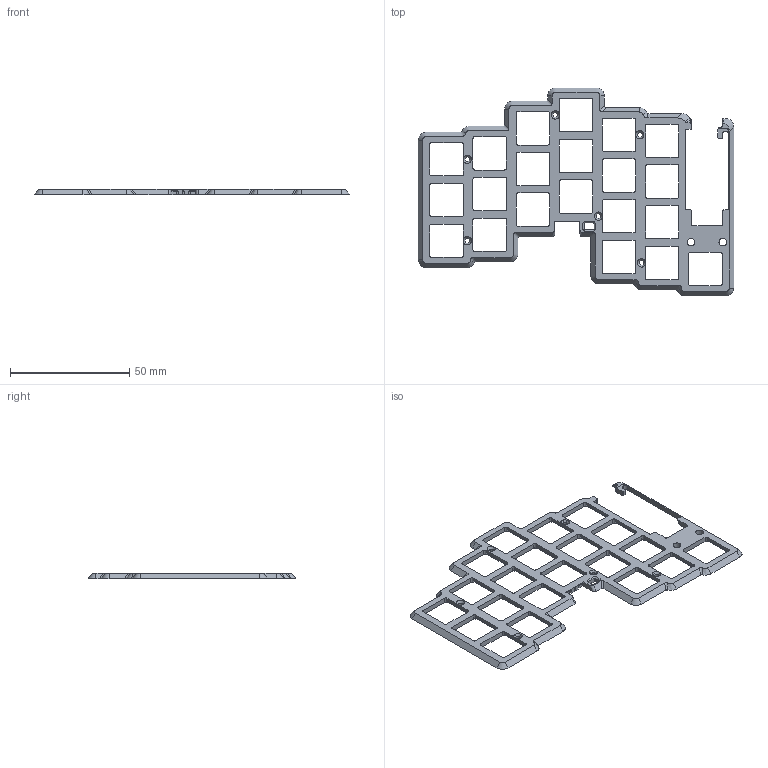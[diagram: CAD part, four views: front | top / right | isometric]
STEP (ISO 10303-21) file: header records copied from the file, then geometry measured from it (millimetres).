
FILE_DESCRIPTION(/* description */ ('STEP AP242','CAx-IF Rec.Pracs.---Representation and Presentation of Product Manufacturing Information (PMI)---4.0---2014-10-13','CAx-IF Rec.Pracs.---3D Tessellated Geometry---0.4---2014-09-14','2;1'),/* implementation_level */ '2;1');
FILE_NAME(/* name */ '6718c2825825d7318d7326bf',/* time_stamp */ '2024-10-23T09:31:48Z',/* author */ (''),/* organization */ (''),/* preprocessor_version */ 'ST-DEVELOPER v20',/* originating_system */ ' ',/* authorisation */ ' ');
FILE_SCHEMA (('AP242_MANAGED_MODEL_BASED_3D_ENGINEERING_MIM_LF { 1 0 10303 442 1 1 4 }'));
Length unit declared in the file: metre
Products named in the file (1): plate
Bounding box: 131.85 x 86.95 x 2.2 mm (x, y, z)
Volume: 7105.2 mm3; surface area: 10924.9 mm2
Topology: 1 solids, 1 shells, 523 faces, 1465 edges, 938 vertices
Faces by surface type: plane 336, cylinder 140, bspline 39, cone 8
Full cylindrical faces by diameter (mm): 2.1 x2, 3.2 x2
Entity records: 17344 total; most frequent: CARTESIAN_POINT 4023, ORIENTED_EDGE 2912, DIRECTION 2543, EDGE_CURVE 1456, LINE 1033, VECTOR 1033, VERTEX_POINT 935, AXIS2_PLACEMENT_3D 755
